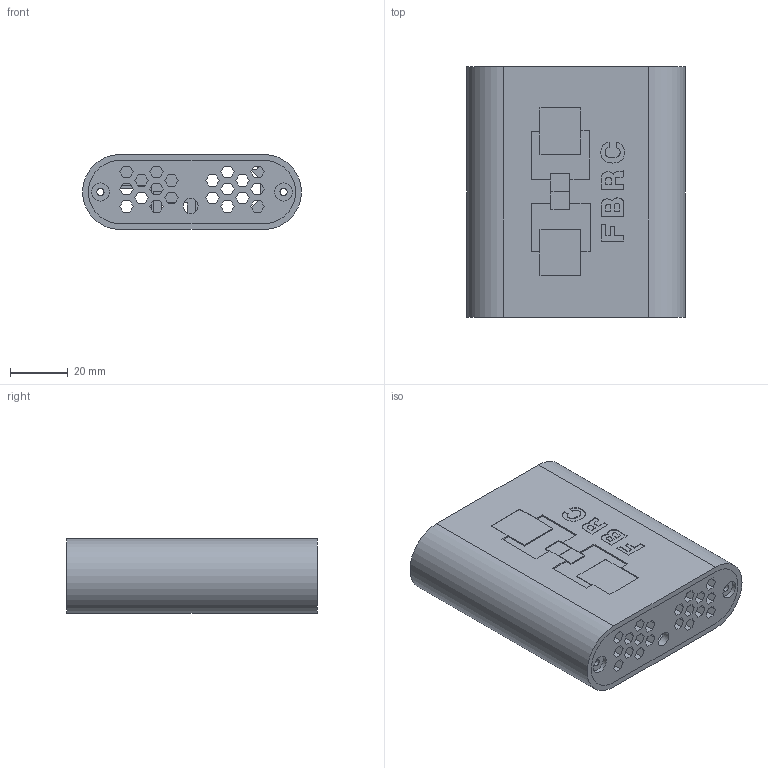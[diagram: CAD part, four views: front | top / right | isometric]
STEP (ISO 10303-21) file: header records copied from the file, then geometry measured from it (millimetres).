
FILE_DESCRIPTION(/* description */ ('','CAx-IF Rec.Pracs.---Representation and Presentation of Product Manufacturing Information (PMI)---4.0---2014-10-13'),/* implementation_level */ '2;1');
FILE_NAME(/* name */ 'MyStat Housing Complete v13.step',/* time_stamp */ '2025-04-25T16:56:55+02:00',/* author */ (''),/* organization */ (''),/* preprocessor_version */ 'ST-DEVELOPER v20',/* originating_system */ 'Autodesk Translation Framework v13.20.0.188',/* authorisation */ '');
FILE_SCHEMA (('AP242_MANAGED_MODEL_BASED_3D_ENGINEERING_MIM_LF { 1 0 10303 442 1 1 4 }'));
Length unit declared in the file: millimetre
Products named in the file (5): MyStat Housing Complete; Housing Body; Nut placements; MyStat Front Panel 2.5; MyStat Back Panel
Assembly tree (4 placements, depth 3):
  MyStat Housing Complete
    Housing Body
      Nut placements
    MyStat Front Panel 2.5
    MyStat Back Panel
Bounding box: 76 x 87 x 26 mm (x, y, z)
Volume: 40629.3 mm3; surface area: 45080.2 mm2
Topology: 11 solids, 11 shells, 452 faces, 1215 edges, 802 vertices
Faces by surface type: plane 393, cylinder 31, bspline 24, cone 4
Full cylindrical faces by diameter (mm): 2.45 x4, 2.5 x2, 5.2 x1, 6.25 x4
Entity records: 14227 total; most frequent: CARTESIAN_POINT 2790, ORIENTED_EDGE 2430, DIRECTION 2118, EDGE_CURVE 1215, LINE 1090, VECTOR 1090, VERTEX_POINT 802, EDGE_LOOP 539
